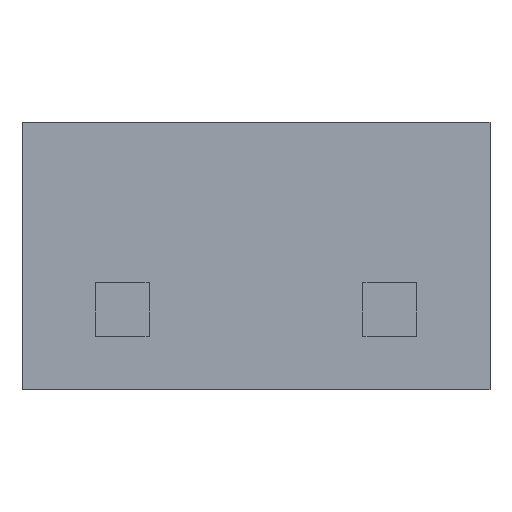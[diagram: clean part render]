
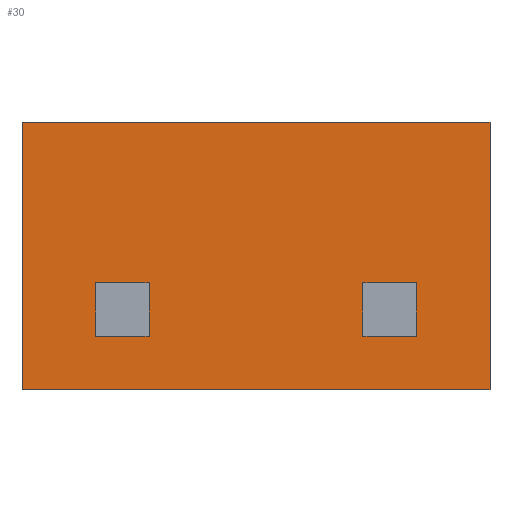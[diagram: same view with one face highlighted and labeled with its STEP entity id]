
A CAD part, front view. The second image highlights one B-rep face of the part: STEP entity #30.
In plain terms, the highlighted planar face has unit normal (0, -1, 0).
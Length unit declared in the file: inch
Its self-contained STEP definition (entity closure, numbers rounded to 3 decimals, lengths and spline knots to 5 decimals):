
#1 = DIRECTION ( 'NONE',  ( 0., 0., 1. ) ) ;
#7 = DIRECTION ( 'NONE',  ( 1., 0., 0. ) ) ;
#20 = CARTESIAN_POINT ( 'NONE',  ( -0.06, -0.185, 0.04 ) ) ;
#25 = DIRECTION ( 'NONE',  ( 0., 0., 1. ) ) ;
#26 = LINE ( 'NONE', #178, #1006 ) ;
#30 = ADVANCED_FACE ( 'Face2', ( #703, #351, #650 ), #315, .F. ) ;
#55 = ORIENTED_EDGE ( 'NONE', *, *, #615, .F. ) ;
#74 = CARTESIAN_POINT ( 'NONE',  ( 0.0875, -0.185, 0.1 ) ) ;
#91 = DIRECTION ( 'NONE',  ( 0., 0., -1. ) ) ;
#110 = DIRECTION ( 'NONE',  ( -1., 0., 0. ) ) ;
#116 = CARTESIAN_POINT ( 'NONE',  ( -0.04, -0.185, 0.02 ) ) ;
#130 = DIRECTION ( 'NONE',  ( 1., 0., 0. ) ) ;
#132 = LINE ( 'NONE', #491, #787 ) ;
#136 = AXIS2_PLACEMENT_3D ( 'NONE', #1055, #229, #386 ) ;
#145 = VERTEX_POINT ( 'NONE', #992 ) ;
#149 = EDGE_CURVE ( 'NONE', #954, #145, #132, .T. ) ;
#161 = LINE ( 'NONE', #354, #688 ) ;
#176 = LINE ( 'NONE', #916, #632 ) ;
#178 = CARTESIAN_POINT ( 'NONE',  ( 0.0875, -0.185, 0.1 ) ) ;
#185 = CARTESIAN_POINT ( 'NONE',  ( 0.04, -0.185, 0.04 ) ) ;
#194 = DIRECTION ( 'NONE',  ( -1., 0., 0. ) ) ;
#222 = EDGE_LOOP ( 'NONE', ( #849, #377, #55, #300 ) ) ;
#226 = LINE ( 'NONE', #656, #452 ) ;
#227 = LINE ( 'NONE', #1030, #658 ) ;
#229 = DIRECTION ( 'NONE',  ( 0., 1., 0. ) ) ;
#238 = EDGE_CURVE ( 'NONE', #372, #905, #606, .T. ) ;
#241 = CARTESIAN_POINT ( 'NONE',  ( 0.06, -0.185, 0.02 ) ) ;
#254 = CARTESIAN_POINT ( 'NONE',  ( -0.06, -0.185, 0.02 ) ) ;
#258 = DIRECTION ( 'NONE',  ( 0., 0., -1. ) ) ;
#260 = EDGE_CURVE ( 'Edge6', #811, #757, #226, .T. ) ;
#277 = EDGE_CURVE ( 'NONE', #905, #609, #176, .T. ) ;
#280 = VECTOR ( 'NONE', #25, 39.37008 ) ;
#300 = ORIENTED_EDGE ( 'NONE', *, *, #277, .F. ) ;
#303 = CARTESIAN_POINT ( 'NONE',  ( 0.04, -0.185, 0.04 ) ) ;
#315 = PLANE ( 'NONE',  #136 ) ;
#319 = EDGE_LOOP ( 'NONE', ( #774, #1069, #1035, #460 ) ) ;
#351 = FACE_OUTER_BOUND ( 'NONE', #753, .T. ) ;
#354 = CARTESIAN_POINT ( 'NONE',  ( 0.04, -0.185, 0.02 ) ) ;
#372 = VERTEX_POINT ( 'NONE', #1004 ) ;
#377 = ORIENTED_EDGE ( 'NONE', *, *, #478, .F. ) ;
#386 = DIRECTION ( 'NONE',  ( -1., 0., 0. ) ) ;
#403 = CARTESIAN_POINT ( 'NONE',  ( -0.04, -0.185, 0.04 ) ) ;
#436 = ORIENTED_EDGE ( 'NONE', *, *, #880, .F. ) ;
#441 = LINE ( 'NONE', #602, #280 ) ;
#443 = VECTOR ( 'NONE', #1054, 39.37008 ) ;
#448 = CARTESIAN_POINT ( 'NONE',  ( 0.0875, -0.185, 0. ) ) ;
#452 = VECTOR ( 'NONE', #666, 39.37008 ) ;
#460 = ORIENTED_EDGE ( 'NONE', *, *, #600, .F. ) ;
#478 = EDGE_CURVE ( 'NONE', #962, #372, #984, .T. ) ;
#483 = VERTEX_POINT ( 'NONE', #680 ) ;
#486 = EDGE_CURVE ( 'NONE', #145, #526, #900, .T. ) ;
#491 = CARTESIAN_POINT ( 'NONE',  ( 0.06, -0.185, 0.04 ) ) ;
#526 = VERTEX_POINT ( 'NONE', #303 ) ;
#554 = CARTESIAN_POINT ( 'NONE',  ( -0.0875, -0.185, 0. ) ) ;
#576 = VERTEX_POINT ( 'NONE', #448 ) ;
#600 = EDGE_CURVE ( 'NONE', #483, #954, #161, .T. ) ;
#602 = CARTESIAN_POINT ( 'NONE',  ( -0.04, -0.185, 0.04 ) ) ;
#606 = LINE ( 'NONE', #661, #863 ) ;
#609 = VERTEX_POINT ( 'NONE', #116 ) ;
#615 = EDGE_CURVE ( 'NONE', #609, #962, #441, .T. ) ;
#620 = LINE ( 'NONE', #958, #988 ) ;
#632 = VECTOR ( 'NONE', #7, 39.37008 ) ;
#650 = FACE_BOUND ( 'NONE', #319, .T. ) ;
#656 = CARTESIAN_POINT ( 'NONE',  ( -0.0875, -0.185, 0.1 ) ) ;
#658 = VECTOR ( 'NONE', #130, 39.37008 ) ;
#661 = CARTESIAN_POINT ( 'NONE',  ( -0.06, -0.185, 0.04 ) ) ;
#666 = DIRECTION ( 'NONE',  ( 0., 0., -1. ) ) ;
#680 = CARTESIAN_POINT ( 'NONE',  ( 0.04, -0.185, 0.02 ) ) ;
#688 = VECTOR ( 'NONE', #848, 39.37008 ) ;
#703 = FACE_BOUND ( 'NONE', #222, .T. ) ;
#714 = LINE ( 'NONE', #554, #443 ) ;
#718 = EDGE_CURVE ( 'Edge5', #811, #951, #227, .T. ) ;
#725 = VECTOR ( 'NONE', #110, 39.37008 ) ;
#753 = EDGE_LOOP ( 'NONE', ( #1042, #436, #1027, #976 ) ) ;
#757 = VERTEX_POINT ( 'NONE', #911 ) ;
#774 = ORIENTED_EDGE ( 'NONE', *, *, #1025, .F. ) ;
#787 = VECTOR ( 'NONE', #1, 39.37008 ) ;
#811 = VERTEX_POINT ( 'NONE', #922 ) ;
#848 = DIRECTION ( 'NONE',  ( 1., 0., 0. ) ) ;
#849 = ORIENTED_EDGE ( 'NONE', *, *, #238, .F. ) ;
#863 = VECTOR ( 'NONE', #258, 39.37008 ) ;
#880 = EDGE_CURVE ( 'Edge1', #951, #576, #26, .T. ) ;
#898 = DIRECTION ( 'NONE',  ( 0., 0., -1. ) ) ;
#900 = LINE ( 'NONE', #185, #1017 ) ;
#905 = VERTEX_POINT ( 'NONE', #254 ) ;
#911 = CARTESIAN_POINT ( 'NONE',  ( -0.0875, -0.185, 0. ) ) ;
#916 = CARTESIAN_POINT ( 'NONE',  ( -0.06, -0.185, 0.02 ) ) ;
#922 = CARTESIAN_POINT ( 'NONE',  ( -0.0875, -0.185, 0.1 ) ) ;
#951 = VERTEX_POINT ( 'NONE', #74 ) ;
#954 = VERTEX_POINT ( 'NONE', #241 ) ;
#958 = CARTESIAN_POINT ( 'NONE',  ( 0.04, -0.185, 0.04 ) ) ;
#962 = VERTEX_POINT ( 'NONE', #403 ) ;
#976 = ORIENTED_EDGE ( 'NONE', *, *, #260, .T. ) ;
#984 = LINE ( 'NONE', #20, #725 ) ;
#988 = VECTOR ( 'NONE', #898, 39.37008 ) ;
#992 = CARTESIAN_POINT ( 'NONE',  ( 0.06, -0.185, 0.04 ) ) ;
#1004 = CARTESIAN_POINT ( 'NONE',  ( -0.06, -0.185, 0.04 ) ) ;
#1006 = VECTOR ( 'NONE', #91, 39.37008 ) ;
#1017 = VECTOR ( 'NONE', #194, 39.37008 ) ;
#1025 = EDGE_CURVE ( 'NONE', #526, #483, #620, .T. ) ;
#1027 = ORIENTED_EDGE ( 'NONE', *, *, #718, .F. ) ;
#1030 = CARTESIAN_POINT ( 'NONE',  ( -0.0875, -0.185, 0.1 ) ) ;
#1035 = ORIENTED_EDGE ( 'NONE', *, *, #149, .F. ) ;
#1036 = EDGE_CURVE ( 'NONE', #757, #576, #714, .T. ) ;
#1042 = ORIENTED_EDGE ( 'NONE', *, *, #1036, .T. ) ;
#1054 = DIRECTION ( 'NONE',  ( 1., 0., 0. ) ) ;
#1055 = CARTESIAN_POINT ( 'NONE',  ( -0.0875, -0.185, 0.1 ) ) ;
#1069 = ORIENTED_EDGE ( 'NONE', *, *, #486, .F. ) ;
